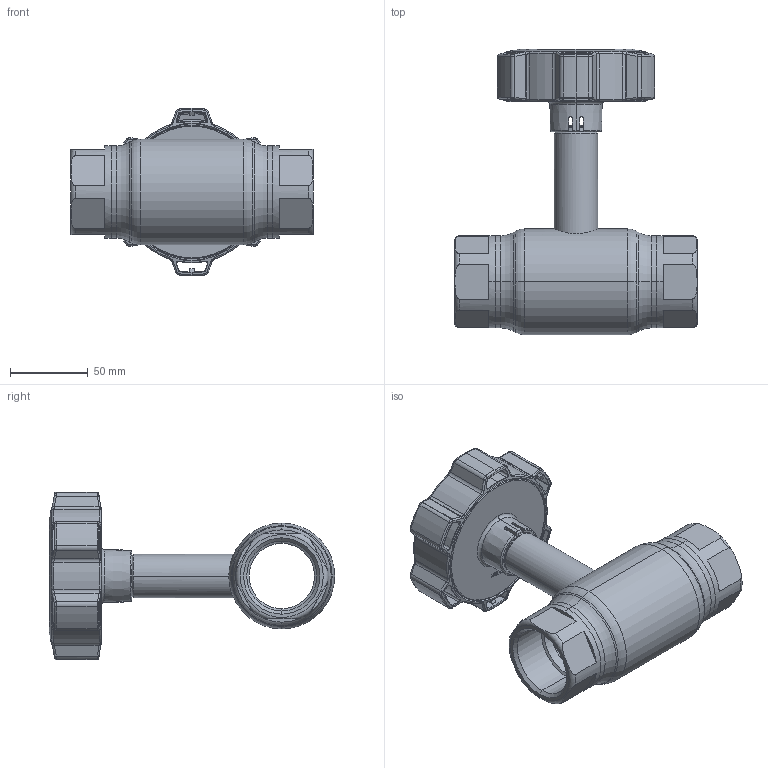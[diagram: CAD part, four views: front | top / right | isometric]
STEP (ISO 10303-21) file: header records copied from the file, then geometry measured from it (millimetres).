
FILE_DESCRIPTION (( 'STEP AP214' ), '1' );
FILE_NAME ('1040002031-2201.step', '2023-09-12T11:26:15', ( '' ), ( '' ), 'SwSTEP 2.0', 'SolidWorks 2021', '' );
FILE_SCHEMA (( 'AUTOMOTIVE_DESIGN' ));
Length unit declared in the file: millimetre
Products named in the file (1): 1040002031-2201
Bounding box: 156 x 183.45 x 107.98 mm (x, y, z)
Surface area: 95019.1 mm2 (no closed solid volume)
Topology: 0 solids, 12 shells, 521 faces, 1512 edges, 970 vertices
Faces by surface type: bspline 152, cylinder 123, plane 116, torus 75, cone 49, sphere 6
Entity records: 31148 total; most frequent: CARTESIAN_POINT 13168, ORIENTED_EDGE 2668, DIRECTION 2204, EDGE_CURVE 1512, VERTEX_POINT 970, AXIS2_PLACEMENT_3D 868, EDGE_LOOP 549, UNCERTAINTY_MEASURE_WITH_UNIT 523
